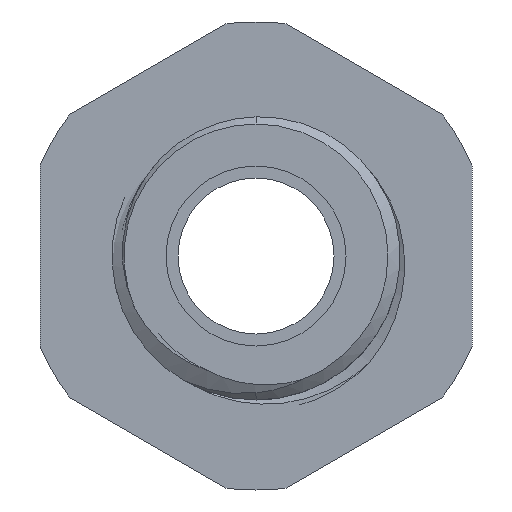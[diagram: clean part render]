
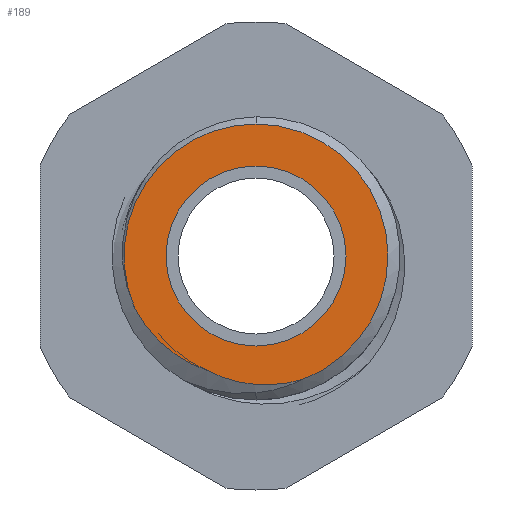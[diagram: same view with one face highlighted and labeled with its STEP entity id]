
A CAD part, front view. The second image highlights one B-rep face of the part: STEP entity #189.
In plain terms, the highlighted planar face has unit normal (0, -1, 0).
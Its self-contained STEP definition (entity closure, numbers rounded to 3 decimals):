
#189=ADVANCED_FACE('NONE',(#551,#552),#553,.F.);
#551=FACE_OUTER_BOUND('',#1680,.T.);
#552=FACE_BOUND('',#1681,.T.);
#553=PLANE('',#1682);
#1680=EDGE_LOOP('',(#4380,#4381,#4382,#4383));
#1681=EDGE_LOOP('',(#4384,#4385));
#1682=AXIS2_PLACEMENT_3D('',#4386,#4387,#4388);
#4380=ORIENTED_EDGE('',*,*,#5673,.T.);
#4381=ORIENTED_EDGE('',*,*,#5674,.T.);
#4382=ORIENTED_EDGE('',*,*,#5932,.T.);
#4383=ORIENTED_EDGE('',*,*,#5933,.T.);
#4384=ORIENTED_EDGE('',*,*,#5774,.F.);
#4385=ORIENTED_EDGE('',*,*,#5771,.F.);
#4386=CARTESIAN_POINT('',(0.0,-8.0,0.0));
#4387=DIRECTION('',(0.0,1.0,0.0));
#4388=DIRECTION('',(1.0,0.0,-0.0));
#5673=EDGE_CURVE('NONE',#6526,#6534,#6536,.T.);
#5674=EDGE_CURVE('NONE',#6534,#6537,#6538,.T.);
#5771=EDGE_CURVE('NONE',#6718,#6720,#6721,.T.);
#5774=EDGE_CURVE('NONE',#6720,#6718,#6724,.T.);
#5932=EDGE_CURVE('NONE',#6537,#6982,#6983,.T.);
#5933=EDGE_CURVE('NONE',#6982,#6526,#6984,.T.);
#6526=VERTEX_POINT('NONE',#8926);
#6534=VERTEX_POINT('NONE',#8957);
#6536=CIRCLE('',#8960,5.5);
#6537=VERTEX_POINT('NONE',#8961);
#6538=CIRCLE('',#8962,5.5);
#6718=VERTEX_POINT('NONE',#9535);
#6720=VERTEX_POINT('NONE',#9538);
#6721=CIRCLE('',#9539,3.75);
#6724=CIRCLE('',#9543,3.75);
#6982=VERTEX_POINT('NONE',#10000);
#6983=B_SPLINE_CURVE_WITH_KNOTS('',3,(#10001,#10002,#10003,#10004,#10005,#10006,#10007,#10008,#10009,#10010),.UNSPECIFIED.,.F.,.F.,(4,2,2,2,4),(0.002,0.003,0.004,0.005,0.006),.UNSPECIFIED.);
#6984=B_SPLINE_CURVE_WITH_KNOTS('',3,(#10011,#10012,#10013,#10014,#10015,#10016,#10017,#10018,#10019,#10020,#10021,#10022),.UNSPECIFIED.,.F.,.F.,(4,2,2,2,2,4),(0.,0.001,0.002,0.002,0.003,0.004),.UNSPECIFIED.);
#8926=CARTESIAN_POINT('',(1.944,-8.0,-5.145));
#8957=CARTESIAN_POINT('',(0.0,-8.0,5.5));
#8960=AXIS2_PLACEMENT_3D('',#11629,#11630,#11631);
#8961=CARTESIAN_POINT('',(-5.053,-8.0,-2.172));
#8962=AXIS2_PLACEMENT_3D('',#11632,#11633,#11634);
#9535=CARTESIAN_POINT('',(0.,-8.0,3.75));
#9538=CARTESIAN_POINT('',(0.0,-8.0,-3.75));
#9539=AXIS2_PLACEMENT_3D('',#11775,#11776,#11777);
#9543=AXIS2_PLACEMENT_3D('',#11782,#11783,#11784);
#10000=CARTESIAN_POINT('',(-2.029,-8.0,-4.771));
#10001=CARTESIAN_POINT('',(-5.053,-8.0,-2.172));
#10002=CARTESIAN_POINT('',(-4.895,-8.,-2.474));
#10003=CARTESIAN_POINT('',(-4.706,-8.,-2.764));
#10004=CARTESIAN_POINT('',(-4.285,-8.,-3.296));
#10005=CARTESIAN_POINT('',(-4.051,-8.,-3.542));
#10006=CARTESIAN_POINT('',(-3.533,-8.,-3.991));
#10007=CARTESIAN_POINT('',(-3.253,-8.0,-4.189));
#10008=CARTESIAN_POINT('',(-2.666,-8.0,-4.524));
#10009=CARTESIAN_POINT('',(-2.356,-8.0,-4.663));
#10010=CARTESIAN_POINT('',(-2.029,-8.0,-4.771));
#10011=CARTESIAN_POINT('',(-2.029,-8.0,-4.771));
#10012=CARTESIAN_POINT('',(-1.725,-8.0,-4.931));
#10013=CARTESIAN_POINT('',(-1.409,-8.,-5.059));
#10014=CARTESIAN_POINT('',(-0.921,-8.,-5.202));
#10015=CARTESIAN_POINT('',(-0.756,-8.0,-5.242));
#10016=CARTESIAN_POINT('',(-0.42,-8.,-5.306));
#10017=CARTESIAN_POINT('',(-0.249,-8.0,-5.33));
#10018=CARTESIAN_POINT('',(0.261,-8.0,-5.375));
#10019=CARTESIAN_POINT('',(0.6,-8.0,-5.373));
#10020=CARTESIAN_POINT('',(1.278,-8.,-5.306));
#10021=CARTESIAN_POINT('',(1.618,-8.0,-5.24));
#10022=CARTESIAN_POINT('',(1.944,-8.0,-5.145));
#11629=CARTESIAN_POINT('',(0.0,-8.0,0.0));
#11630=DIRECTION('',(0.0,-1.0,0.0));
#11631=DIRECTION('',(0.0,0.0,1.0));
#11632=CARTESIAN_POINT('',(0.0,-8.0,0.0));
#11633=DIRECTION('',(0.0,-1.0,0.0));
#11634=DIRECTION('',(0.0,0.0,1.0));
#11775=CARTESIAN_POINT('',(0.0,-8.0,0.0));
#11776=DIRECTION('',(0.0,-1.0,0.0));
#11777=DIRECTION('',(0.0,0.0,-1.0));
#11782=CARTESIAN_POINT('',(0.0,-8.0,0.0));
#11783=DIRECTION('',(0.0,-1.0,0.0));
#11784=DIRECTION('',(0.0,0.0,-1.0));
